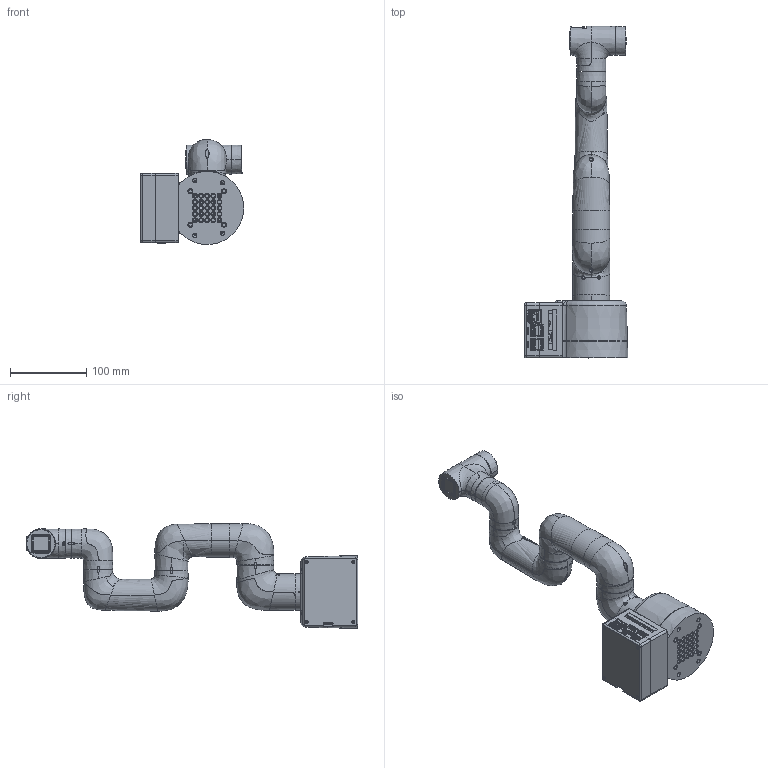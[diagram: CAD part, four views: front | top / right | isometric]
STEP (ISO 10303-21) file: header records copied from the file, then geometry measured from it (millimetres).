
FILE_DESCRIPTION (( 'STEP AP203' ), '1' );
FILE_NAME ('280RDK-X5.STEP', '2025-08-07T07:12:18', ( '' ), ( '' ), 'SwSTEP 2.0', 'SolidWorks 2018', '' );
FILE_SCHEMA (( 'CONFIG_CONTROL_DESIGN' ));
Length unit declared in the file: millimetre
Products named in the file (1): 280RDK-X5
Bounding box: 135.54 x 434.99 x 137.65 mm (x, y, z)
Surface area: 172549.9 mm2 (no closed solid volume)
Topology: 0 solids, 110 shells, 1165 faces, 7278 edges, 6158 vertices
Faces by surface type: plane 480, cylinder 324, cone 182, bspline 121, torus 52, sphere 6
Entity records: 99374 total; most frequent: CARTESIAN_POINT 46120, DIRECTION 10205, ORIENTED_EDGE 9217, EDGE_CURVE 7270, VERTEX_POINT 6156, LINE 3681, VECTOR 3681, AXIS2_PLACEMENT_3D 3262
